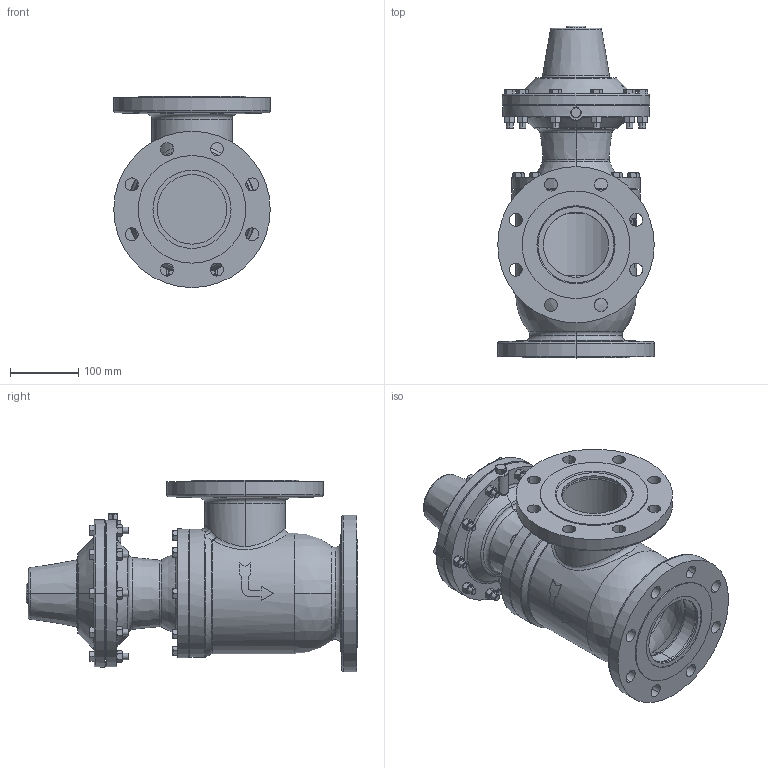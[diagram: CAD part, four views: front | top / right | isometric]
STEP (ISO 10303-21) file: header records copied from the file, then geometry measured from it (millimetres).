
FILE_DESCRIPTION (( 'STEP AP203' ), '1' );
FILE_NAME ('4 INCH 412 FMA DB PC-D (EKW).STEP', '2018-10-29T19:18:03', ( '' ), ( '' ), 'SwSTEP 2.0', 'SolidWorks 2018', '' );
FILE_SCHEMA (( 'CONFIG_CONTROL_DESIGN' ));
Length unit declared in the file: inch
Products named in the file (1): 4 INCH 412 FMA DB PC-D (EKW)
Bounding box: 228.6 x 485.16 x 279.4 mm (x, y, z)
Volume: 6621301.1 mm3; surface area: 678792 mm2
Topology: 1 solids, 1 shells, 1199 faces, 2904 edges, 1780 vertices
Faces by surface type: plane 453, cone 294, bspline 193, cylinder 181, torus 62, sphere 16
Entity records: 48258 total; most frequent: CARTESIAN_POINT 22287, ORIENTED_EDGE 5756, DIRECTION 4768, EDGE_CURVE 2878, AXIS2_PLACEMENT_3D 1892, VERTEX_POINT 1780, EDGE_LOOP 1368, FACE_OUTER_BOUND 1199
